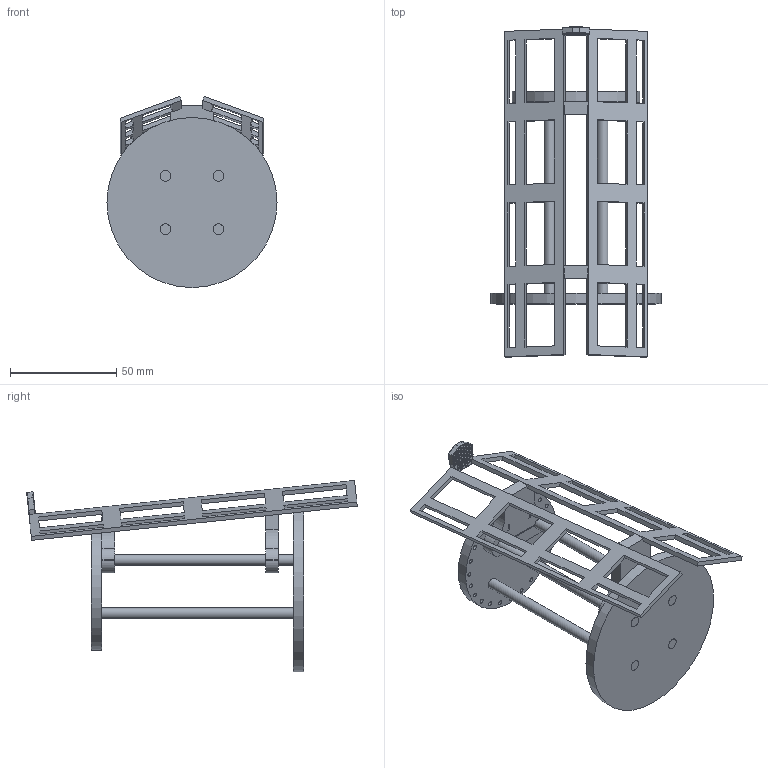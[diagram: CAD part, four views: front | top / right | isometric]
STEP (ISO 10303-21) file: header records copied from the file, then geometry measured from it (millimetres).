
FILE_DESCRIPTION(/* description */ (''),/* implementation_level */ '2;1');
FILE_NAME(/* name */ 'sense_mount v4.step',/* time_stamp */ '2021-10-26T14:52:54+01:00',/* author */ (''),/* organization */ (''),/* preprocessor_version */ 'ST-DEVELOPER v18.1',/* originating_system */ 'Autodesk Translation Framework v10.10.0.1391',/* authorisation */ '');
FILE_SCHEMA (('AUTOMOTIVE_DESIGN { 1 0 10303 214 3 1 1 }'));
Length unit declared in the file: millimetre
Products named in the file (1): sense_mount
Bounding box: 80 x 155.5 x 89.93 mm (x, y, z)
Volume: 64523.6 mm3; surface area: 45999.5 mm2
Topology: 13 solids, 13 shells, 359 faces, 959 edges, 630 vertices
Faces by surface type: plane 164, cylinder 125, torus 66, sphere 4
Full cylindrical faces by diameter (mm): 1.5 x33, 2 x24, 3 x12, 5 x12, 60 x1, 80 x1
Entity records: 11748 total; most frequent: DIRECTION 2111, CARTESIAN_POINT 1949, ORIENTED_EDGE 1918, EDGE_CURVE 959, AXIS2_PLACEMENT_3D 792, VERTEX_POINT 630, EDGE_LOOP 549, LINE 527
